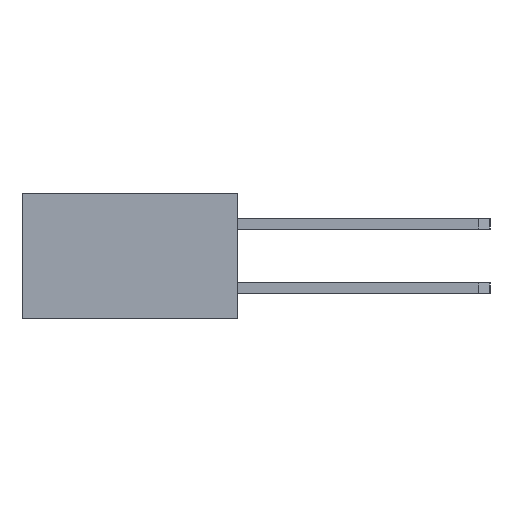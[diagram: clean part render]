
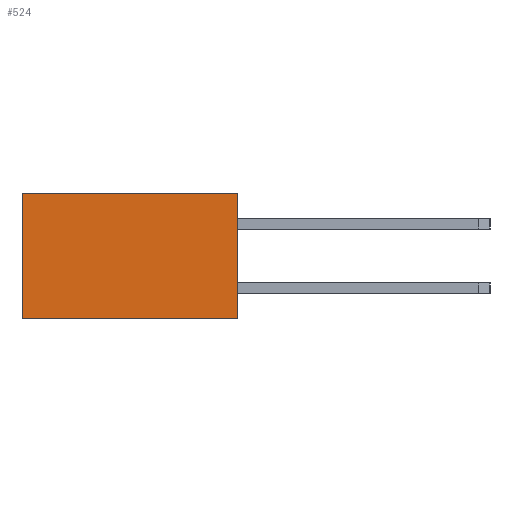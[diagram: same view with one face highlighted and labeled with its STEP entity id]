
A CAD part, left-side view. The second image highlights one B-rep face of the part: STEP entity #524.
In plain terms, the highlighted planar face has unit normal (-1, 0, 0).
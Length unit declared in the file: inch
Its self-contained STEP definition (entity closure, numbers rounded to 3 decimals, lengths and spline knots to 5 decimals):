
#524 = ADVANCED_FACE( '', ( #1281 ), #1282, .F. );
#1281 = FACE_OUTER_BOUND( '', #2339, .T. );
#1282 = PLANE( '', #2340 );
#2339 = EDGE_LOOP( '', ( #3808, #3809, #3810, #3811 ) );
#2340 = AXIS2_PLACEMENT_3D( '', #3812, #3813, #3814 );
#3808 = ORIENTED_EDGE( '', *, *, #6638, .T. );
#3809 = ORIENTED_EDGE( '', *, *, #6278, .F. );
#3810 = ORIENTED_EDGE( '', *, *, #6646, .F. );
#3811 = ORIENTED_EDGE( '', *, *, #6647, .T. );
#3812 = CARTESIAN_POINT( '', ( -0.61, 0.335, -0.0975 ) );
#3813 = DIRECTION( '', ( 1., 0., 0. ) );
#3814 = DIRECTION( '', ( 0., 0., -1. ) );
#6278 = EDGE_CURVE( '', #7513, #7515, #7516, .T. );
#6638 = EDGE_CURVE( '', #8142, #7515, #8143, .T. );
#6646 = EDGE_CURVE( '', #8155, #7513, #8156, .T. );
#6647 = EDGE_CURVE( '', #8155, #8142, #8157, .T. );
#7513 = VERTEX_POINT( '', #9340 );
#7515 = VERTEX_POINT( '', #9343 );
#7516 = LINE( '', #9344, #9345 );
#8142 = VERTEX_POINT( '', #10268 );
#8143 = LINE( '', #10269, #10270 );
#8155 = VERTEX_POINT( '', #10287 );
#8156 = LINE( '', #10288, #10289 );
#8157 = LINE( '', #10290, #10291 );
#9340 = CARTESIAN_POINT( '', ( -0.61, 0.335, 0.0975 ) );
#9343 = CARTESIAN_POINT( '', ( -0.61, 0., 0.0975 ) );
#9344 = CARTESIAN_POINT( '', ( -0.61, 0.335, 0.0975 ) );
#9345 = VECTOR( '', #11982, 39.37008 );
#10268 = CARTESIAN_POINT( '', ( -0.61, 0., -0.0975 ) );
#10269 = CARTESIAN_POINT( '', ( -0.61, 0., -0.0975 ) );
#10270 = VECTOR( '', #12280, 39.37008 );
#10287 = CARTESIAN_POINT( '', ( -0.61, 0.335, -0.0975 ) );
#10288 = CARTESIAN_POINT( '', ( -0.61, 0.335, -0.0975 ) );
#10289 = VECTOR( '', #12286, 39.37008 );
#10290 = CARTESIAN_POINT( '', ( -0.61, 0.335, -0.0975 ) );
#10291 = VECTOR( '', #12287, 39.37008 );
#11982 = DIRECTION( '', ( 0., -1., 0. ) );
#12280 = DIRECTION( '', ( 0., 0., 1. ) );
#12286 = DIRECTION( '', ( 0., 0., 1. ) );
#12287 = DIRECTION( '', ( 0., -1., 0. ) );
